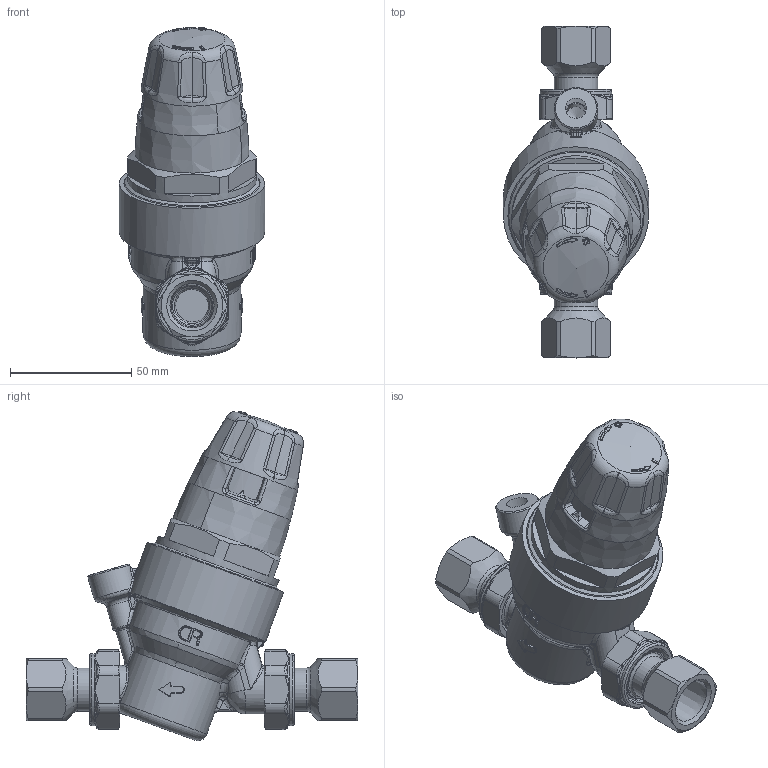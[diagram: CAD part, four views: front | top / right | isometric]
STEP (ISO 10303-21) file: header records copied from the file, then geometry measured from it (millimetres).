
FILE_DESCRIPTION(/* description */ (''),/* implementation_level */ '2;1');
FILE_NAME(/* name */ '535340HA_Simplify_1.stp',/* time_stamp */ '2025-08-26T16:35:33-05:00',/* author */ ('ischreiner'),/* organization */ (''),/* preprocessor_version */ 'ST-DEVELOPER v20',/* originating_system */ 'Autodesk Inventor 2025',/* authorisation */ '');
FILE_SCHEMA (('AUTOMOTIVE_DESIGN { 1 0 10303 214 3 1 1 }'));
Products named in the file (1): 535340HA_Simplify_1
Bounding box: 59.99 x 137 x 135.88 mm (x, y, z)
Volume: 270371.5 mm3; surface area: 42677.5 mm2
Topology: 5 solids, 5 shells, 1017 faces, 2537 edges, 1519 vertices
Faces by surface type: bspline 399, cylinder 208, plane 186, torus 100, cone 87, sphere 37
Full cylindrical faces by diameter (mm): 7.95 x1, 13.5 x2, 17.9 x2, 18 x1, 20 x1, 21.7 x2, 23.5 x2, 24.5 x2, 26.3 x2, 26.5 x2, 53 x1, 60 x1
Entity records: 57842 total; most frequent: CARTESIAN_POINT 34684, ORIENTED_EDGE 5014, DIRECTION 4149, EDGE_CURVE 2507, AXIS2_PLACEMENT_3D 1829, VERTEX_POINT 1519, EDGE_LOOP 1044, STYLED_ITEM 1022
